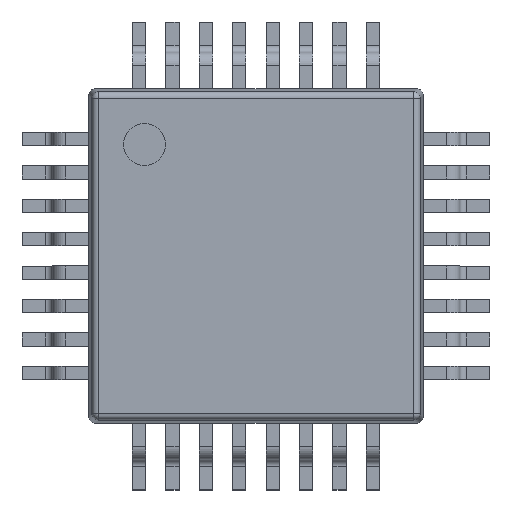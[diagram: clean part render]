
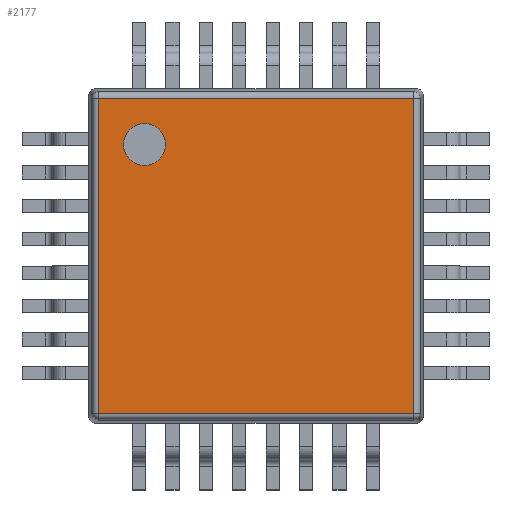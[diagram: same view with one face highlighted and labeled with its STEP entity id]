
A CAD part, top view. The second image highlights one B-rep face of the part: STEP entity #2177.
In plain terms, the highlighted planar face has unit normal (0, 0, 1).
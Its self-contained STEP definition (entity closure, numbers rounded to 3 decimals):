
#1832 = VERTEX_POINT('',#1833);
#1833 = CARTESIAN_POINT('',(0.144,0.144,1.2));
#1840 = EDGE_CURVE('',#1832,#1841,#1843,.T.);
#1841 = VERTEX_POINT('',#1842);
#1842 = CARTESIAN_POINT('',(0.144,4.856,1.2));
#1843 = LINE('',#1844,#1845);
#1844 = CARTESIAN_POINT('',(0.144,0.054,1.2));
#1845 = VECTOR('',#1846,1.);
#1846 = DIRECTION('',(0.,1.,-0.));
#2177 = ADVANCED_FACE('',(#2178,#2203),#2214,.T.);
#2178 = FACE_BOUND('',#2179,.T.);
#2179 = EDGE_LOOP('',(#2180,#2181,#2189,#2197));
#2180 = ORIENTED_EDGE('',*,*,#1840,.F.);
#2181 = ORIENTED_EDGE('',*,*,#2182,.T.);
#2182 = EDGE_CURVE('',#1832,#2183,#2185,.T.);
#2183 = VERTEX_POINT('',#2184);
#2184 = CARTESIAN_POINT('',(4.856,0.144,1.2));
#2185 = LINE('',#2186,#2187);
#2186 = CARTESIAN_POINT('',(0.054,0.144,1.2));
#2187 = VECTOR('',#2188,1.);
#2188 = DIRECTION('',(1.,-0.,0.));
#2189 = ORIENTED_EDGE('',*,*,#2190,.T.);
#2190 = EDGE_CURVE('',#2183,#2191,#2193,.T.);
#2191 = VERTEX_POINT('',#2192);
#2192 = CARTESIAN_POINT('',(4.856,4.856,1.2));
#2193 = LINE('',#2194,#2195);
#2194 = CARTESIAN_POINT('',(4.856,0.054,1.2));
#2195 = VECTOR('',#2196,1.);
#2196 = DIRECTION('',(0.,1.,-0.));
#2197 = ORIENTED_EDGE('',*,*,#2198,.F.);
#2198 = EDGE_CURVE('',#1841,#2191,#2199,.T.);
#2199 = LINE('',#2200,#2201);
#2200 = CARTESIAN_POINT('',(0.054,4.856,1.2));
#2201 = VECTOR('',#2202,1.);
#2202 = DIRECTION('',(1.,0.,0.));
#2203 = FACE_BOUND('',#2204,.T.);
#2204 = EDGE_LOOP('',(#2205));
#2205 = ORIENTED_EDGE('',*,*,#2206,.F.);
#2206 = EDGE_CURVE('',#2207,#2207,#2209,.T.);
#2207 = VERTEX_POINT('',#2208);
#2208 = CARTESIAN_POINT('',(1.146,4.167,1.2));
#2209 = CIRCLE('',#2210,0.313);
#2210 = AXIS2_PLACEMENT_3D('',#2211,#2212,#2213);
#2211 = CARTESIAN_POINT('',(0.833,4.167,1.2));
#2212 = DIRECTION('',(0.,0.,1.));
#2213 = DIRECTION('',(1.,0.,-0.));
#2214 = PLANE('',#2215);
#2215 = AXIS2_PLACEMENT_3D('',#2216,#2217,#2218);
#2216 = CARTESIAN_POINT('',(0.,0.,1.2));
#2217 = DIRECTION('',(0.,0.,1.));
#2218 = DIRECTION('',(1.,0.,-0.));
